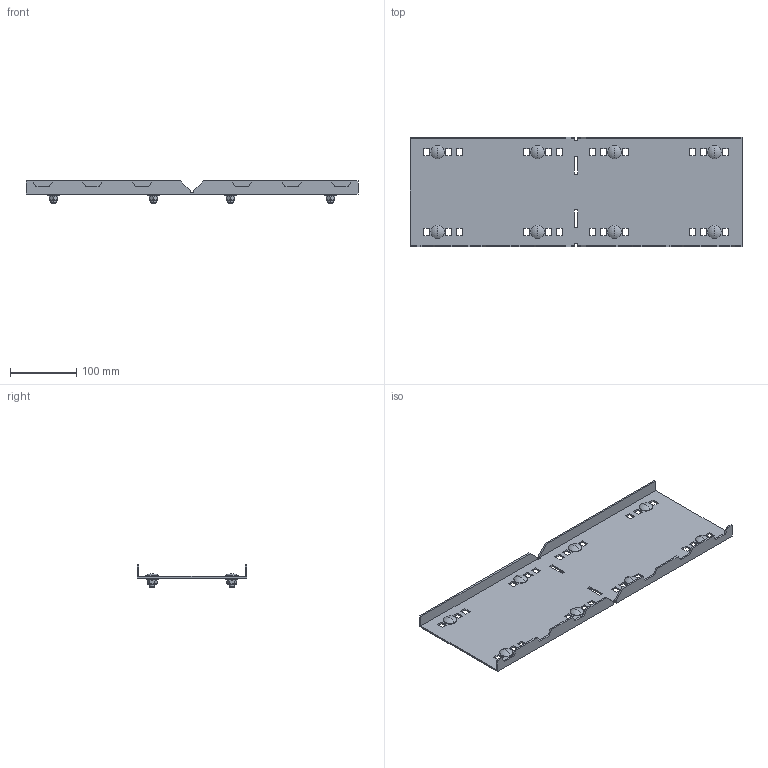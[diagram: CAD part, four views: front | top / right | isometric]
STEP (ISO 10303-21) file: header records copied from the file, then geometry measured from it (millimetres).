
FILE_DESCRIPTION (( 'STEP AP214' ), '1' );
FILE_NAME ('6227837.STP', '2020-05-08T11:09:19', ( '' ), ( '' ), 'SwSTEP 2.0', 'SolidWorks 2018', '' );
FILE_SCHEMA (( 'AUTOMOTIVE_DESIGN' ));
Length unit declared in the file: millimetre
Products named in the file (5): 6227837; 079782_Standard; KTS 14.002-050_M8x16; 020262_DIN EN 1661 - M8; 020283_DIN 6798-A8,4
Assembly tree (25 placements, depth 2):
  6227837
    079782_Standard
    KTS 14.002-050_M8x16  x8
    020283_DIN 6798-A8,4  x8
    020262_DIN EN 1661 - M8  x8
Bounding box: 500 x 165.5 x 33.5 mm (x, y, z)
Volume: 259596.1 mm3; surface area: 215619.1 mm2
Topology: 25 solids, 25 shells, 1210 faces, 3400 edges, 1992 vertices
Faces by surface type: plane 618, bspline 304, cone 144, cylinder 112, sphere 16, torus 16
Entity records: 11692 total; most frequent: CARTESIAN_POINT 2991, ORIENTED_EDGE 1836, DIRECTION 1528, EDGE_CURVE 918, VECTOR 736, LINE 736, VERTEX_POINT 599, EDGE_LOOP 401
